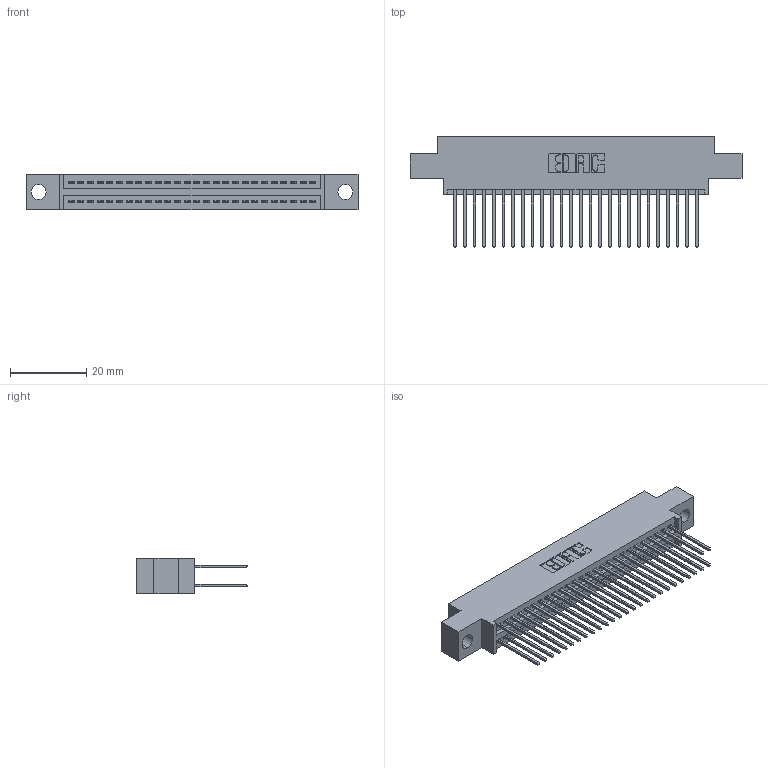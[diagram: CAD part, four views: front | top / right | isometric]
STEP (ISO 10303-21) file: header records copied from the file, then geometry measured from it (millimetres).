
FILE_DESCRIPTION (( 'STEP AP203' ), '1' );
FILE_NAME ('395-052-540-804.STEP', '2018-11-20T23:22:35', ( '' ), ( '' ), 'SwSTEP 2.0', 'SolidWorks 2016', '' );
FILE_SCHEMA (( 'CONFIG_CONTROL_DESIGN' ));
Length unit declared in the file: inch
Products named in the file (3): 345 Part_0.170 Offset - 0.156 Dia-TH; 395-052-540-804; 345-292-001_345-293-140
Assembly tree (53 placements, depth 2):
  395-052-540-804
    345 Part_0.170 Offset - 0.156 Dia-TH
    345-292-001_345-293-140  x52
Bounding box: 87.25 x 29.13 x 9.4 mm (x, y, z)
Volume: 8322.8 mm3; surface area: 12865.9 mm2
Topology: 53 solids, 53 shells, 2730 faces, 8101 edges, 5330 vertices
Faces by surface type: plane 1800, cylinder 930
Entity records: 22707 total; most frequent: CARTESIAN_POINT 3824, ORIENTED_EDGE 3758, DIRECTION 3391, EDGE_CURVE 1879, LINE 1643, VECTOR 1643, VERTEX_POINT 1250, AXIS2_PLACEMENT_3D 874
